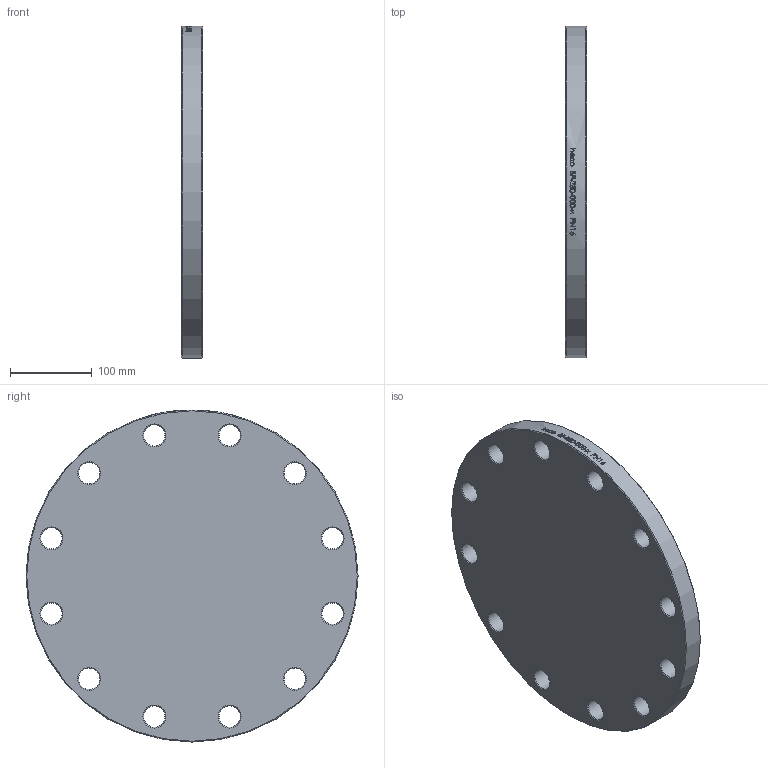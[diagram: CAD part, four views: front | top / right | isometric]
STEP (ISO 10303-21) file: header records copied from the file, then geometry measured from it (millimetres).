
FILE_DESCRIPTION (( 'STEP AP214' ), '1' );
FILE_NAME ('BF-250-000-x Blindflansch PN16 DIN2527 EN1092 2103.STEP', '2021-03-05T09:48:16', ( '' ), ( '' ), 'SwSTEP 2.0', 'SolidWorks 2019', '' );
FILE_SCHEMA (( 'AUTOMOTIVE_DESIGN' ));
Length unit declared in the file: millimetre
Products named in the file (1): BF-250-000-x Blindflansch PN16 DIN2527 EN1092 2103
Bounding box: 26 x 405 x 405 mm (x, y, z)
Volume: 3175440.4 mm3; surface area: 300773.3 mm2
Topology: 1 solids, 1 shells, 71 faces, 311 edges, 271 vertices
Faces by surface type: cylinder 43, cone 26, plane 2
Full cylindrical faces by diameter (mm): 26 x12, 405 x1
Entity records: 7809 total; most frequent: CARTESIAN_POINT 5240, ORIENTED_EDGE 512, DIRECTION 364, EDGE_CURVE 256, VERTEX_POINT 256, AXIS2_PLACEMENT_3D 167, EDGE_LOOP 164, B_SPLINE_CURVE_WITH_KNOTS 131
